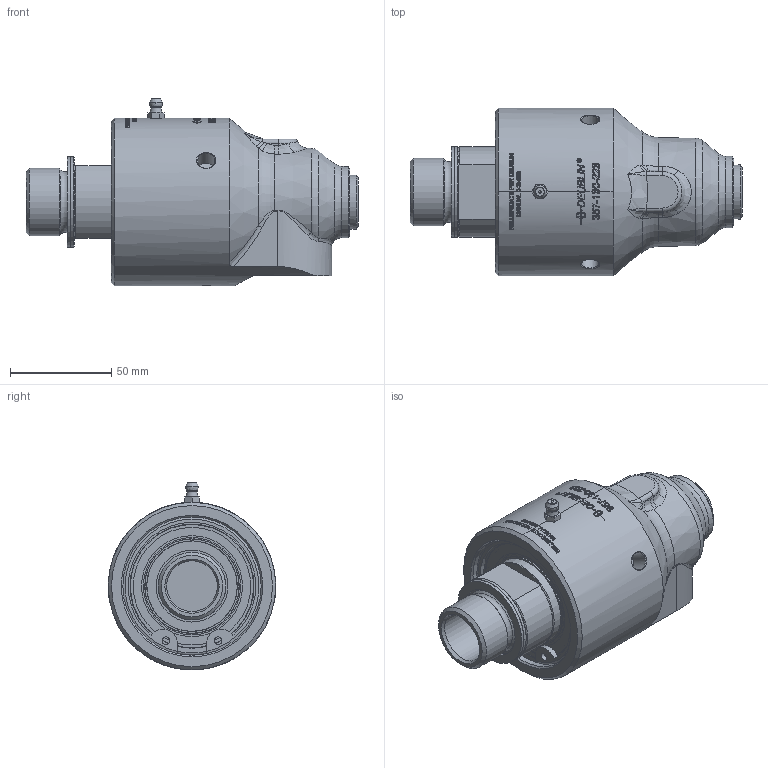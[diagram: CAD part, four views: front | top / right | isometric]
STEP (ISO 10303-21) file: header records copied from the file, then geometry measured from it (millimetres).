
FILE_DESCRIPTION(/* description */ (''),/* implementation_level */ '2;1');
FILE_NAME(/* name */ '357-130-223-IC.stp',/* time_stamp */ '2022-02-17T10:15:23+01:00',/* author */ ('mskipas'),/* organization */ (''),/* preprocessor_version */ 'ST-DEVELOPER v18.1',/* originating_system */ 'Autodesk Inventor 2022',/* authorisation */ '');
FILE_SCHEMA (('AUTOMOTIVE_DESIGN { 1 0 10303 214 3 1 1 }'));
Length unit declared in the file: millimetre
Products named in the file (1): 357-130-223-IC
Bounding box: 163.6 x 82.6 x 92.59 mm (x, y, z)
Volume: 479099.6 mm3; surface area: 58068.3 mm2
Topology: 1 solids, 5 shells, 986 faces, 2606 edges, 1717 vertices
Faces by surface type: bspline 453, plane 358, cylinder 129, cone 28, torus 16, sphere 2
Full cylindrical faces by diameter (mm): 3 x1, 3.12 x2, 3.72 x2, 8.6 x3, 25 x1, 30.291 x1, 33.249 x1, 35.4 x1, 39.4 x1, 40 x1, 44.5 x1, 44.65 x2, 47.764 x1, 49.775 x1, 57.913 x1, 59.225 x1, 60.725 x1, 61.1 x1, 68 x1, 68.1 x1, 73.8 x1
Entity records: 40973 total; most frequent: CARTESIAN_POINT 18947, ORIENTED_EDGE 5200, DIRECTION 3241, EDGE_CURVE 2600, VERTEX_POINT 1717, EDGE_LOOP 1087, AXIS2_PLACEMENT_3D 1085, LINE 1071
